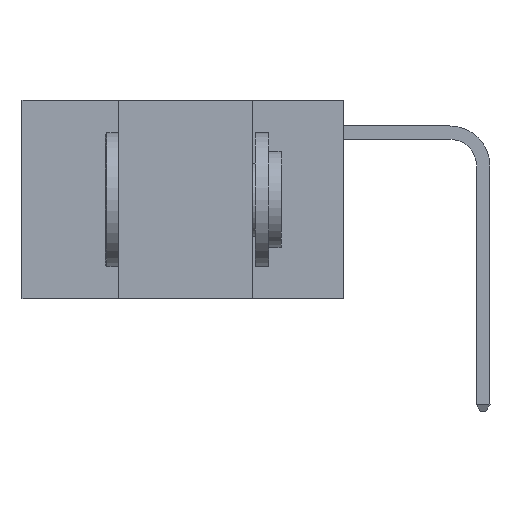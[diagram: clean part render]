
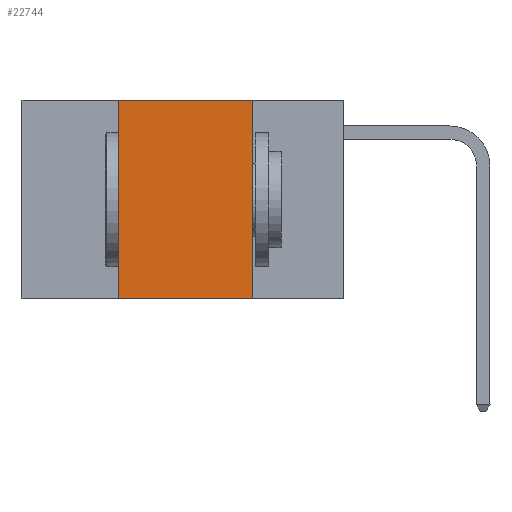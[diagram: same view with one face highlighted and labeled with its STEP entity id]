
A CAD part, left-side view. The second image highlights one B-rep face of the part: STEP entity #22744.
In plain terms, the highlighted planar face has unit normal (-1, 0, 0).
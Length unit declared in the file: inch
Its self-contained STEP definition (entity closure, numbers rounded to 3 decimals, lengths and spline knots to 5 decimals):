
#895 = ORIENTED_EDGE ( 'NONE', *, *, #4038, .F. ) ;
#1086 = AXIS2_PLACEMENT_3D ( 'NONE', #14719, #3565, #16583 ) ;
#2992 = DIRECTION ( 'NONE',  ( 0., 0., 1. ) ) ;
#3255 = EDGE_CURVE ( 'NONE', #5064, #12483, #15234, .T. ) ;
#3565 = DIRECTION ( 'NONE',  ( 1., 0., 0. ) ) ;
#4038 = EDGE_CURVE ( 'NONE', #12483, #9433, #8177, .T. ) ;
#5064 = VERTEX_POINT ( 'NONE', #17816 ) ;
#5302 = VECTOR ( 'NONE', #2992, 39.37008 ) ;
#5728 = EDGE_CURVE ( 'NONE', #9433, #12656, #19155, .T. ) ;
#5951 = CARTESIAN_POINT ( 'NONE',  ( 0., 0.6, -0.37 ) ) ;
#6702 = DIRECTION ( 'NONE',  ( 0., 0., -1. ) ) ;
#7018 = CARTESIAN_POINT ( 'NONE',  ( 0., 0.6, 0. ) ) ;
#7572 = ORIENTED_EDGE ( 'NONE', *, *, #3255, .F. ) ;
#8177 = LINE ( 'NONE', #7018, #12584 ) ;
#8677 = VECTOR ( 'NONE', #6702, 39.37008 ) ;
#9103 = PLANE ( 'NONE',  #1086 ) ;
#9433 = VERTEX_POINT ( 'NONE', #14752 ) ;
#9612 = ORIENTED_EDGE ( 'NONE', *, *, #5728, .F. ) ;
#10343 = FACE_OUTER_BOUND ( 'NONE', #20831, .T. ) ;
#12295 = CARTESIAN_POINT ( 'NONE',  ( 0., 0.42, 0. ) ) ;
#12375 = CARTESIAN_POINT ( 'NONE',  ( 0., 0.42, 0. ) ) ;
#12483 = VERTEX_POINT ( 'NONE', #12375 ) ;
#12584 = VECTOR ( 'NONE', #16301, 39.37008 ) ;
#12656 = VERTEX_POINT ( 'NONE', #16565 ) ;
#14719 = CARTESIAN_POINT ( 'NONE',  ( 0., 0.6, 0. ) ) ;
#14752 = CARTESIAN_POINT ( 'NONE',  ( 0., 0.17, 0. ) ) ;
#15234 = LINE ( 'NONE', #12295, #5302 ) ;
#15240 = VECTOR ( 'NONE', #15338, 39.37008 ) ;
#15338 = DIRECTION ( 'NONE',  ( 0., -1., 0. ) ) ;
#15995 = CARTESIAN_POINT ( 'NONE',  ( 0., 0.17, 0. ) ) ;
#16301 = DIRECTION ( 'NONE',  ( 0., -1., 0. ) ) ;
#16392 = LINE ( 'NONE', #5951, #15240 ) ;
#16565 = CARTESIAN_POINT ( 'NONE',  ( 0., 0.17, -0.37 ) ) ;
#16583 = DIRECTION ( 'NONE',  ( 0., 0., -1. ) ) ;
#17816 = CARTESIAN_POINT ( 'NONE',  ( 0., 0.42, -0.37 ) ) ;
#18484 = ORIENTED_EDGE ( 'NONE', *, *, #23640, .T. ) ;
#19155 = LINE ( 'NONE', #15995, #8677 ) ;
#20831 = EDGE_LOOP ( 'NONE', ( #9612, #895, #7572, #18484 ) ) ;
#22744 = ADVANCED_FACE ( 'NONE', ( #10343 ), #9103, .F. ) ;
#23640 = EDGE_CURVE ( 'NONE', #5064, #12656, #16392, .T. ) ;
